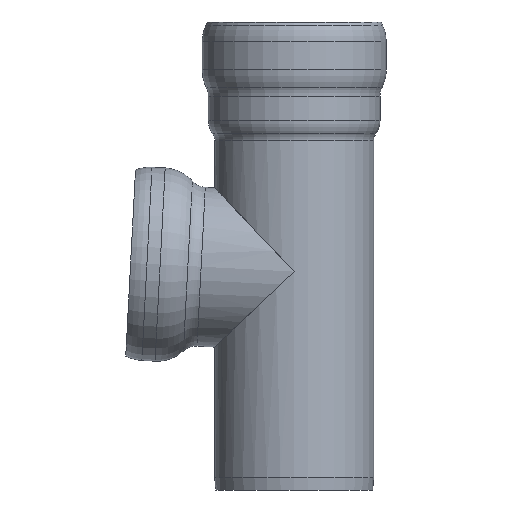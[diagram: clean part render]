
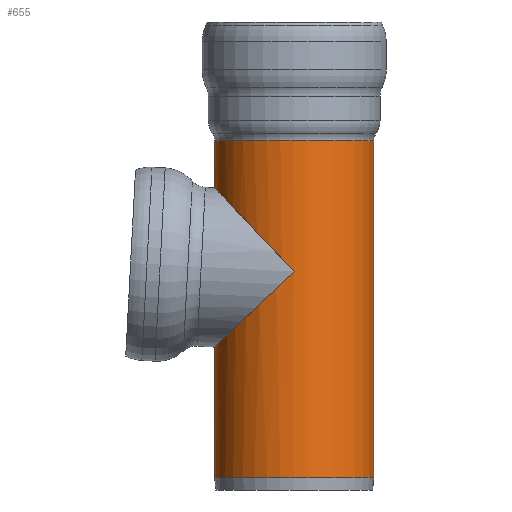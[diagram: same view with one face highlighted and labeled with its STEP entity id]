
A CAD part, front view. The second image highlights one B-rep face of the part: STEP entity #655.
In plain terms, the highlighted cylindrical face has radius 510 mm (diameter 1020 mm), a full revolution.
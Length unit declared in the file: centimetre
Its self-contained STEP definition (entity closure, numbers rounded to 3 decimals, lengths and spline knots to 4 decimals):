
#24=CYLINDRICAL_SURFACE('',#730,51.);
#63=CIRCLE('',#728,51.);
#64=CIRCLE('',#729,51.);
#65=CIRCLE('',#731,51.);
#136=FACE_OUTER_BOUND('',#173,.T.);
#173=EDGE_LOOP('',(#498,#499,#500,#501,#502,#503,#504,#505,#506,#507,#508));
#204=LINE('',#1157,#227);
#205=LINE('',#1158,#228);
#227=VECTOR('',#912,51.);
#228=VECTOR('',#913,51.);
#243=ELLIPSE('',#684,70.3085,51.);
#246=ELLIPSE('',#687,70.3085,51.);
#247=ELLIPSE('',#689,74.0897,51.);
#250=ELLIPSE('',#692,74.0897,51.);
#257=VERTEX_POINT('',#1073);
#258=VERTEX_POINT('',#1074);
#262=VERTEX_POINT('',#1082);
#263=VERTEX_POINT('',#1086);
#283=VERTEX_POINT('',#1149);
#284=VERTEX_POINT('',#1151);
#285=VERTEX_POINT('',#1155);
#323=EDGE_CURVE('',#257,#258,#243,.T.);
#328=EDGE_CURVE('',#258,#262,#246,.T.);
#329=EDGE_CURVE('',#262,#263,#247,.T.);
#332=EDGE_CURVE('',#263,#257,#250,.T.);
#362=EDGE_CURVE('',#284,#283,#63,.T.);
#363=EDGE_CURVE('',#283,#284,#64,.T.);
#364=EDGE_CURVE('',#285,#285,#65,.T.);
#365=EDGE_CURVE('',#285,#258,#204,.T.);
#366=EDGE_CURVE('',#263,#284,#205,.T.);
#498=ORIENTED_EDGE('',*,*,#364,.F.);
#499=ORIENTED_EDGE('',*,*,#365,.T.);
#500=ORIENTED_EDGE('',*,*,#328,.T.);
#501=ORIENTED_EDGE('',*,*,#329,.T.);
#502=ORIENTED_EDGE('',*,*,#366,.T.);
#503=ORIENTED_EDGE('',*,*,#362,.T.);
#504=ORIENTED_EDGE('',*,*,#363,.T.);
#505=ORIENTED_EDGE('',*,*,#366,.F.);
#506=ORIENTED_EDGE('',*,*,#332,.T.);
#507=ORIENTED_EDGE('',*,*,#323,.T.);
#508=ORIENTED_EDGE('',*,*,#365,.F.);
#655=ADVANCED_FACE('',(#136),#24,.T.);
#684=AXIS2_PLACEMENT_3D('',#1075,#809,#810);
#687=AXIS2_PLACEMENT_3D('',#1084,#817,#818);
#689=AXIS2_PLACEMENT_3D('',#1087,#821,#822);
#692=AXIS2_PLACEMENT_3D('',#1091,#827,#828);
#728=AXIS2_PLACEMENT_3D('',#1152,#904,#905);
#729=AXIS2_PLACEMENT_3D('',#1153,#906,#907);
#730=AXIS2_PLACEMENT_3D('',#1154,#908,#909);
#731=AXIS2_PLACEMENT_3D('',#1156,#910,#911);
#809=DIRECTION('center_axis',(0.688,0.,-0.725));
#810=DIRECTION('ref_axis',(0.725,0.,0.688));
#817=DIRECTION('center_axis',(0.688,0.,-0.725));
#818=DIRECTION('ref_axis',(0.725,0.,0.688));
#821=DIRECTION('center_axis',(0.725,0.,0.688));
#822=DIRECTION('ref_axis',(0.688,0.,-0.725));
#827=DIRECTION('center_axis',(0.725,0.,0.688));
#828=DIRECTION('ref_axis',(0.688,0.,-0.725));
#904=DIRECTION('center_axis',(0.,0.,
-1.));
#905=DIRECTION('ref_axis',(-1.,0.,0.));
#906=DIRECTION('center_axis',(0.,0.,
-1.));
#907=DIRECTION('ref_axis',(-1.,0.,0.));
#908=DIRECTION('center_axis',(0.,0.,
-1.));
#909=DIRECTION('ref_axis',(1.,0.,0.));
#910=DIRECTION('center_axis',(0.,0.,
-1.));
#911=DIRECTION('ref_axis',(-1.,0.,0.));
#912=DIRECTION('',(0.,0.,1.));
#913=DIRECTION('',(0.,0.,1.));
#1073=CARTESIAN_POINT('',(0.,-51.,140.));
#1074=CARTESIAN_POINT('',(-51.,0.,91.6028));
#1075=CARTESIAN_POINT('Origin',(0.,0.,140.));
#1082=CARTESIAN_POINT('',(0.,51.,140.));
#1084=CARTESIAN_POINT('Origin',(0.,0.,140.));
#1086=CARTESIAN_POINT('',(-51.,0.,193.7428));
#1087=CARTESIAN_POINT('Origin',(0.,0.,140.));
#1091=CARTESIAN_POINT('Origin',(0.,0.,140.));
#1149=CARTESIAN_POINT('',(0.,51.,223.966));
#1151=CARTESIAN_POINT('',(-51.,0.,223.966));
#1152=CARTESIAN_POINT('Origin',(0.,0.,223.966));
#1153=CARTESIAN_POINT('Origin',(0.,0.,223.966));
#1154=CARTESIAN_POINT('Origin',(0.,0.,115.9393));
#1155=CARTESIAN_POINT('',(-51.,0.,7.9127));
#1156=CARTESIAN_POINT('Origin',(0.,0.,7.9127));
#1157=CARTESIAN_POINT('',(-51.,0.,115.9393));
#1158=CARTESIAN_POINT('',(-51.,0.,115.9393));
